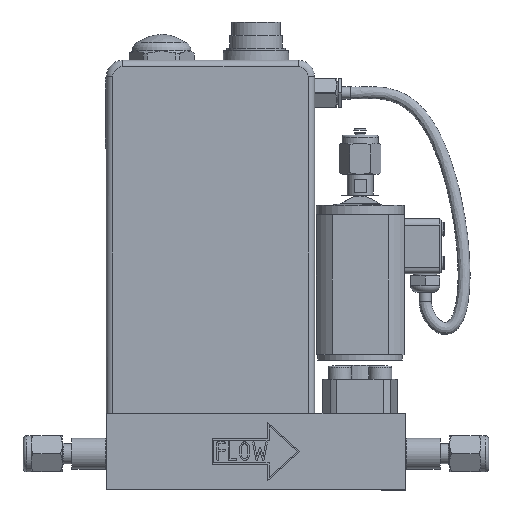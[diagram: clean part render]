
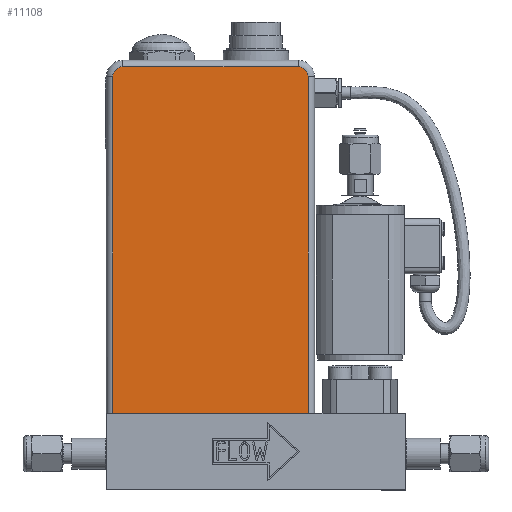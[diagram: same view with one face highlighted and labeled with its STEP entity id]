
A CAD part, top view. The second image highlights one B-rep face of the part: STEP entity #11108.
In plain terms, the highlighted planar face has unit normal (0, 0, 1).
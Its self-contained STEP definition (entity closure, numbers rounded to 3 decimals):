
#888=LINE('',#17611,#1743);
#889=LINE('',#17615,#1744);
#890=LINE('',#17619,#1745);
#891=LINE('',#17620,#1746);
#1743=VECTOR('',#14016,10.);
#1744=VECTOR('',#14019,10.);
#1745=VECTOR('',#14022,10.);
#1746=VECTOR('',#14023,10.);
#2847=FACE_OUTER_BOUND('',#3555,.T.);
#3555=EDGE_LOOP('',(#8465,#8466,#8467,#8468,#8469,#8470));
#4282=CIRCLE('',#12047,3.);
#4283=CIRCLE('',#12048,3.);
#5008=VERTEX_POINT('',#17609);
#5009=VERTEX_POINT('',#17610);
#5010=VERTEX_POINT('',#17612);
#5011=VERTEX_POINT('',#17614);
#5012=VERTEX_POINT('',#17616);
#5013=VERTEX_POINT('',#17618);
#6283=EDGE_CURVE('',#5008,#5009,#888,.T.);
#6284=EDGE_CURVE('',#5010,#5008,#4282,.T.);
#6285=EDGE_CURVE('',#5011,#5010,#889,.T.);
#6286=EDGE_CURVE('',#5012,#5011,#4283,.T.);
#6287=EDGE_CURVE('',#5013,#5012,#890,.T.);
#6288=EDGE_CURVE('',#5009,#5013,#891,.T.);
#8465=ORIENTED_EDGE('',*,*,#6283,.F.);
#8466=ORIENTED_EDGE('',*,*,#6284,.F.);
#8467=ORIENTED_EDGE('',*,*,#6285,.F.);
#8468=ORIENTED_EDGE('',*,*,#6286,.F.);
#8469=ORIENTED_EDGE('',*,*,#6287,.F.);
#8470=ORIENTED_EDGE('',*,*,#6288,.F.);
#10608=PLANE('',#12046);
#11108=ADVANCED_FACE('',(#2847),#10608,.F.);
#12046=AXIS2_PLACEMENT_3D('',#17608,#14014,#14015);
#12047=AXIS2_PLACEMENT_3D('',#17613,#14017,#14018);
#12048=AXIS2_PLACEMENT_3D('',#17617,#14020,#14021);
#14014=DIRECTION('center_axis',(0.,0.,
-1.));
#14015=DIRECTION('ref_axis',(-1.,0.,0.));
#14016=DIRECTION('',(0.,-1.,0.));
#14017=DIRECTION('center_axis',(0.,0.,
-1.));
#14018=DIRECTION('ref_axis',(0.707,0.707,0.));
#14019=DIRECTION('',(1.,0.,0.));
#14020=DIRECTION('center_axis',(0.,0.,
-1.));
#14021=DIRECTION('ref_axis',(-0.707,0.707,0.));
#14022=DIRECTION('',(0.,1.,0.));
#14023=DIRECTION('',(-1.,0.,0.));
#17608=CARTESIAN_POINT('Origin',(121.666,126.51,63.89));
#17609=CARTESIAN_POINT('',(151.666,175.76,63.89));
#17610=CARTESIAN_POINT('',(151.666,72.26,63.89));
#17611=CARTESIAN_POINT('',(151.666,99.385,63.89));
#17612=CARTESIAN_POINT('',(148.666,178.76,63.89));
#17613=CARTESIAN_POINT('Origin',(148.666,175.76,63.89));
#17614=CARTESIAN_POINT('',(94.666,178.76,63.89));
#17615=CARTESIAN_POINT('',(137.666,178.76,63.89));
#17616=CARTESIAN_POINT('',(91.666,175.76,63.89));
#17617=CARTESIAN_POINT('Origin',(94.666,175.76,63.89));
#17618=CARTESIAN_POINT('',(91.666,72.26,63.89));
#17619=CARTESIAN_POINT('',(91.666,153.635,63.89));
#17620=CARTESIAN_POINT('',(89.666,72.26,63.89));
